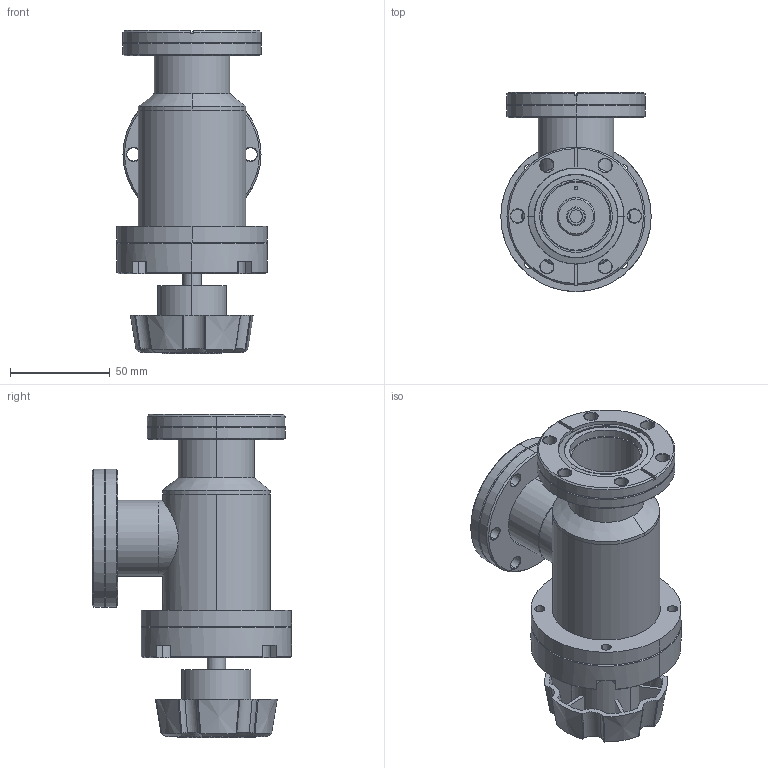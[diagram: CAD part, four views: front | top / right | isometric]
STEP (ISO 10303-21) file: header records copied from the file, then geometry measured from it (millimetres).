
FILE_DESCRIPTION (( 'STEP AP214' ), '1' );
FILE_NAME ('A-150-H-CF_ANGLE_VALVE_RIGHT_ANGLE_VITON_BONNET_MANUAL.STEP', '2020-03-19T06:39:06', ( 'admin' ), ( 'Microsoft' ), 'SwSTEP 2.0', 'SolidWorks 2016', '' );
FILE_SCHEMA (( 'AUTOMOTIVE_DESIGN' ));
Length unit declared in the file: inch
Products named in the file (1): A-150-H-CF_ANGLE_VALVE_RIGHT_ANGLE_VITON_BONNET_MANUAL
Bounding box: 75.56 x 100.01 x 162.3 mm (x, y, z)
Volume: 216926.6 mm3; surface area: 118589.9 mm2
Topology: 14 solids, 14 shells, 446 faces, 1124 edges, 723 vertices
Faces by surface type: cylinder 174, cone 136, plane 111, bspline 24, sphere 1
Entity records: 15470 total; most frequent: CARTESIAN_POINT 4515, DIRECTION 2259, ORIENTED_EDGE 2248, EDGE_CURVE 1124, AXIS2_PLACEMENT_3D 925, VERTEX_POINT 723, EDGE_LOOP 529, CIRCLE 502
